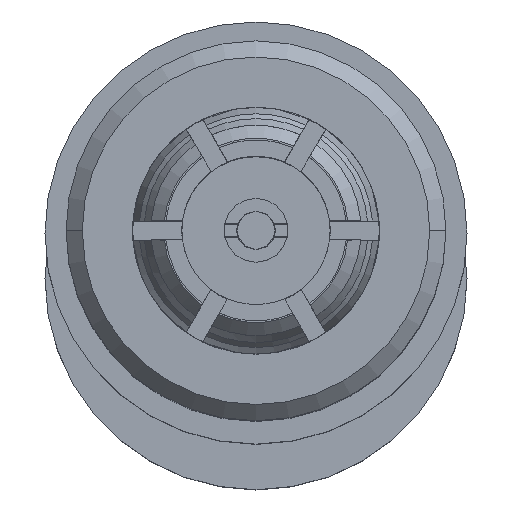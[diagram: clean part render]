
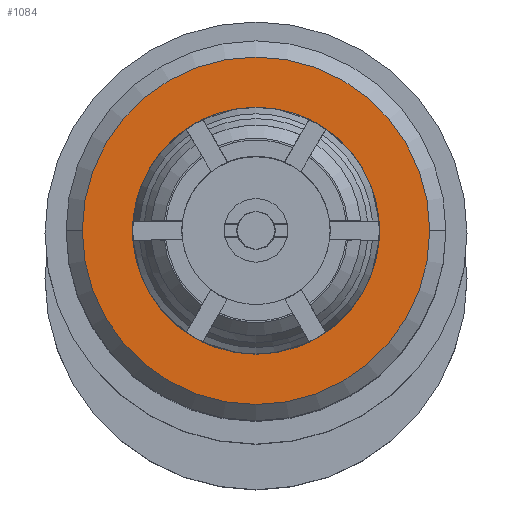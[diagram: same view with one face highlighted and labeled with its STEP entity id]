
A CAD part, top view. The second image highlights one B-rep face of the part: STEP entity #1084.
In plain terms, the highlighted face is planar.
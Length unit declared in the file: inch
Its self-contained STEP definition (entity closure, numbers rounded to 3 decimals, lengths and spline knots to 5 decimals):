
#722 = DIRECTION ( 'NONE',  ( 0., 0., -1. ) ) ;
#733 = AXIS2_PLACEMENT_3D ( 'NONE', #9065, #8247, #722 ) ;
#762 = CARTESIAN_POINT ( 'NONE',  ( -0.30819, 0., 0. ) ) ;
#1084 = ADVANCED_FACE ( 'NONE', ( #7753, #3762 ), #6928, .T. ) ;
#1226 = CIRCLE ( 'NONE', #5987, 0.0535 ) ;
#1322 = CARTESIAN_POINT ( 'NONE',  ( -0.30819, 0., -0.038 ) ) ;
#1404 = EDGE_CURVE ( 'NONE', #4596, #6129, #1226, .T. ) ;
#1625 = CIRCLE ( 'NONE', #733, 0.038 ) ;
#2169 = CIRCLE ( 'NONE', #9686, 0.038 ) ;
#2409 = AXIS2_PLACEMENT_3D ( 'NONE', #3654, #7032, #6981 ) ;
#3080 = ORIENTED_EDGE ( 'NONE', *, *, #5807, .T. ) ;
#3141 = CARTESIAN_POINT ( 'NONE',  ( -0.30819, 0., -0.0535 ) ) ;
#3301 = DIRECTION ( 'NONE',  ( 0., 0., -1. ) ) ;
#3654 = CARTESIAN_POINT ( 'NONE',  ( -0.30819, -0.0535, 0. ) ) ;
#3762 = FACE_BOUND ( 'NONE', #4055, .T. ) ;
#4055 = EDGE_LOOP ( 'NONE', ( #3080, #10501 ) ) ;
#4114 = CIRCLE ( 'NONE', #8292, 0.0535 ) ;
#4441 = EDGE_LOOP ( 'NONE', ( #9816, #10395 ) ) ;
#4596 = VERTEX_POINT ( 'NONE', #5024 ) ;
#5024 = CARTESIAN_POINT ( 'NONE',  ( -0.30819, 0., 0.0535 ) ) ;
#5075 = VERTEX_POINT ( 'NONE', #1322 ) ;
#5204 = CARTESIAN_POINT ( 'NONE',  ( -0.30819, 0., 0. ) ) ;
#5807 = EDGE_CURVE ( 'NONE', #5075, #6130, #1625, .T. ) ;
#5987 = AXIS2_PLACEMENT_3D ( 'NONE', #762, #10810, #9928 ) ;
#6129 = VERTEX_POINT ( 'NONE', #3141 ) ;
#6130 = VERTEX_POINT ( 'NONE', #8158 ) ;
#6928 = PLANE ( 'NONE',  #2409 ) ;
#6981 = DIRECTION ( 'NONE',  ( 0., 0., 1. ) ) ;
#7032 = DIRECTION ( 'NONE',  ( -1., 0., 0. ) ) ;
#7456 = DIRECTION ( 'NONE',  ( 1., 0., 0. ) ) ;
#7669 = DIRECTION ( 'NONE',  ( 1., 0., 0. ) ) ;
#7753 = FACE_OUTER_BOUND ( 'NONE', #4441, .T. ) ;
#8158 = CARTESIAN_POINT ( 'NONE',  ( -0.30819, 0., 0.038 ) ) ;
#8247 = DIRECTION ( 'NONE',  ( 1., 0., 0. ) ) ;
#8292 = AXIS2_PLACEMENT_3D ( 'NONE', #5204, #7669, #10850 ) ;
#9065 = CARTESIAN_POINT ( 'NONE',  ( -0.30819, 0., 0. ) ) ;
#9686 = AXIS2_PLACEMENT_3D ( 'NONE', #9738, #7456, #3301 ) ;
#9738 = CARTESIAN_POINT ( 'NONE',  ( -0.30819, 0., 0. ) ) ;
#9758 = EDGE_CURVE ( 'NONE', #6130, #5075, #2169, .T. ) ;
#9816 = ORIENTED_EDGE ( 'NONE', *, *, #9820, .F. ) ;
#9820 = EDGE_CURVE ( 'NONE', #6129, #4596, #4114, .T. ) ;
#9928 = DIRECTION ( 'NONE',  ( 0., 0., -1. ) ) ;
#10395 = ORIENTED_EDGE ( 'NONE', *, *, #1404, .F. ) ;
#10501 = ORIENTED_EDGE ( 'NONE', *, *, #9758, .T. ) ;
#10810 = DIRECTION ( 'NONE',  ( 1., 0., 0. ) ) ;
#10850 = DIRECTION ( 'NONE',  ( 0., 0., -1. ) ) ;
